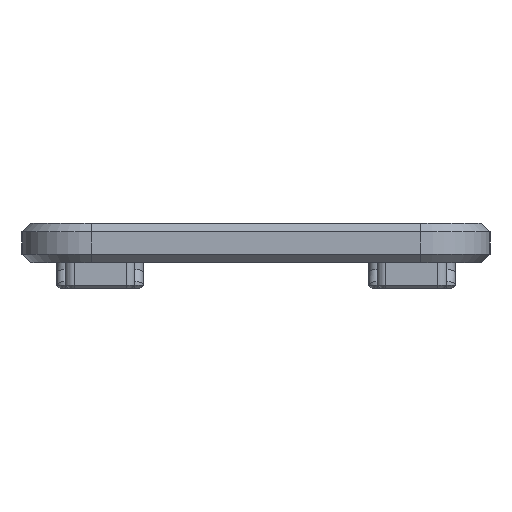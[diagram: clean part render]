
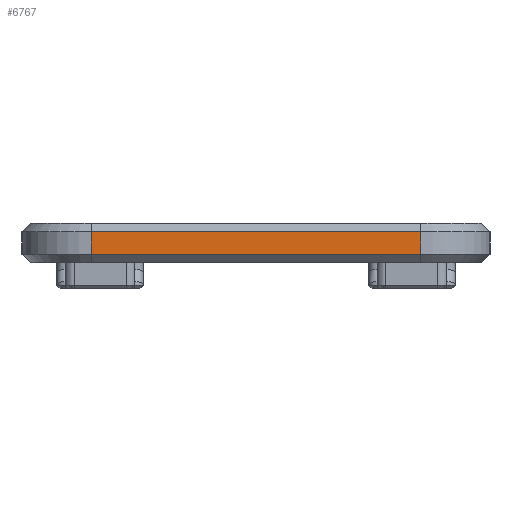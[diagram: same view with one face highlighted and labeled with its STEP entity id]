
A CAD part, front view. The second image highlights one B-rep face of the part: STEP entity #6767.
In plain terms, the highlighted planar face has unit normal (0, -1, 0).
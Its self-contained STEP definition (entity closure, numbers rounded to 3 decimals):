
#845=FACE_OUTER_BOUND('',#1279,.T.);
#1279=EDGE_LOOP('',(#5851,#5852,#5853,#5854));
#1968=LINE('',#11271,#2680);
#1982=LINE('',#11309,#2694);
#1991=LINE('',#11333,#2703);
#1992=LINE('',#11335,#2704);
#2680=VECTOR('',#9302,10.);
#2694=VECTOR('',#9342,10.);
#2703=VECTOR('',#9371,10.);
#2704=VECTOR('',#9374,10.);
#3260=VERTEX_POINT('',#11265);
#3261=VERTEX_POINT('',#11269);
#3269=VERTEX_POINT('',#11299);
#3271=VERTEX_POINT('',#11305);
#4153=EDGE_CURVE('',#3260,#3261,#1968,.T.);
#4172=EDGE_CURVE('',#3269,#3271,#1982,.T.);
#4185=EDGE_CURVE('',#3271,#3260,#1991,.T.);
#4186=EDGE_CURVE('',#3261,#3269,#1992,.T.);
#5851=ORIENTED_EDGE('',*,*,#4153,.F.);
#5852=ORIENTED_EDGE('',*,*,#4185,.F.);
#5853=ORIENTED_EDGE('',*,*,#4172,.F.);
#5854=ORIENTED_EDGE('',*,*,#4186,.F.);
#6365=PLANE('',#7435);
#6767=ADVANCED_FACE('',(#845),#6365,.T.);
#7435=AXIS2_PLACEMENT_3D('',#11334,#9372,#9373);
#9302=DIRECTION('',(1.,0.,0.));
#9342=DIRECTION('',(-1.,0.,0.));
#9371=DIRECTION('',(0.,0.,1.));
#9372=DIRECTION('center_axis',(0.,-1.,0.));
#9373=DIRECTION('ref_axis',(1.,0.,0.));
#9374=DIRECTION('',(0.,0.,-1.));
#11265=CARTESIAN_POINT('',(-19.,-82.5,3.6));
#11269=CARTESIAN_POINT('',(19.,-82.5,3.6));
#11271=CARTESIAN_POINT('',(-13.5,-82.5,3.6));
#11299=CARTESIAN_POINT('',(19.,-82.5,1.));
#11305=CARTESIAN_POINT('',(-19.,-82.5,1.));
#11309=CARTESIAN_POINT('',(-13.5,-82.5,1.));
#11333=CARTESIAN_POINT('',(-19.,-82.5,0.));
#11334=CARTESIAN_POINT('Origin',(-27.,-82.5,0.));
#11335=CARTESIAN_POINT('',(19.,-82.5,0.));
